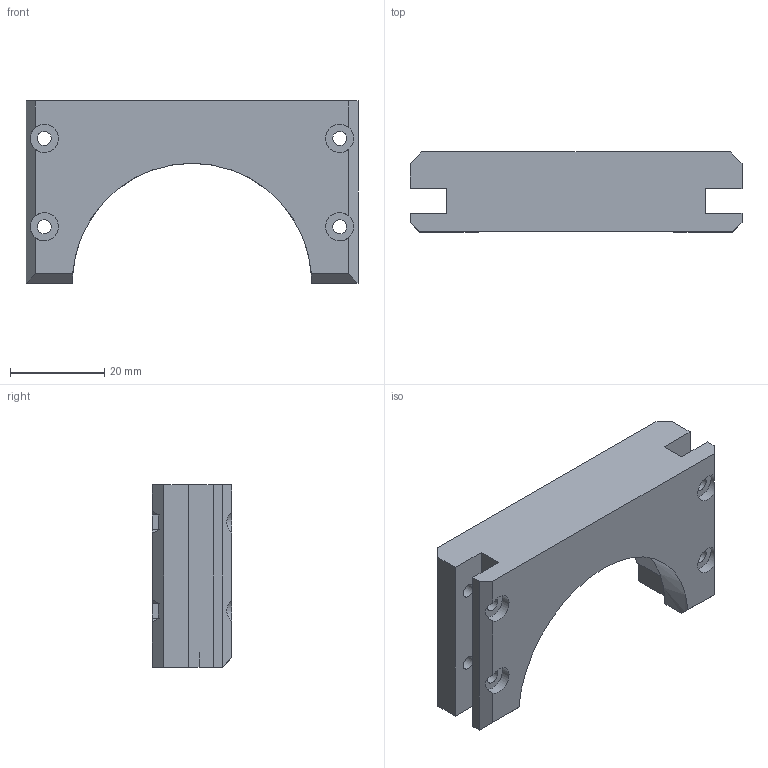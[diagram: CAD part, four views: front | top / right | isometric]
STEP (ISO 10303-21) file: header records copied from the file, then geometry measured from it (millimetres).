
FILE_DESCRIPTION(/* description */ (''),/* implementation_level */ '2;1');
FILE_NAME(/* name */ 'Clamp.step',/* time_stamp */ '2023-01-29T16:07:51+01:00',/* author */ (''),/* organization */ (''),/* preprocessor_version */ 'ST-DEVELOPER v19.2',/* originating_system */ 'Autodesk Translation Framework v11.17.0.187',/* authorisation */ '');
FILE_SCHEMA (('AUTOMOTIVE_DESIGN { 1 0 10303 214 3 1 1 }'));
Length unit declared in the file: millimetre
Products named in the file (1): Clamp
Bounding box: 70.63 x 17 x 38.79 mm (x, y, z)
Volume: 23285.3 mm3; surface area: 8906.1 mm2
Topology: 1 solids, 1 shells, 76 faces, 214 edges, 138 vertices
Faces by surface type: plane 62, cylinder 14
Full cylindrical faces by diameter (mm): 3 x8, 6 x4
Entity records: 2495 total; most frequent: CARTESIAN_POINT 429, ORIENTED_EDGE 428, DIRECTION 408, EDGE_CURVE 214, LINE 174, VECTOR 174, VERTEX_POINT 138, AXIS2_PLACEMENT_3D 117
